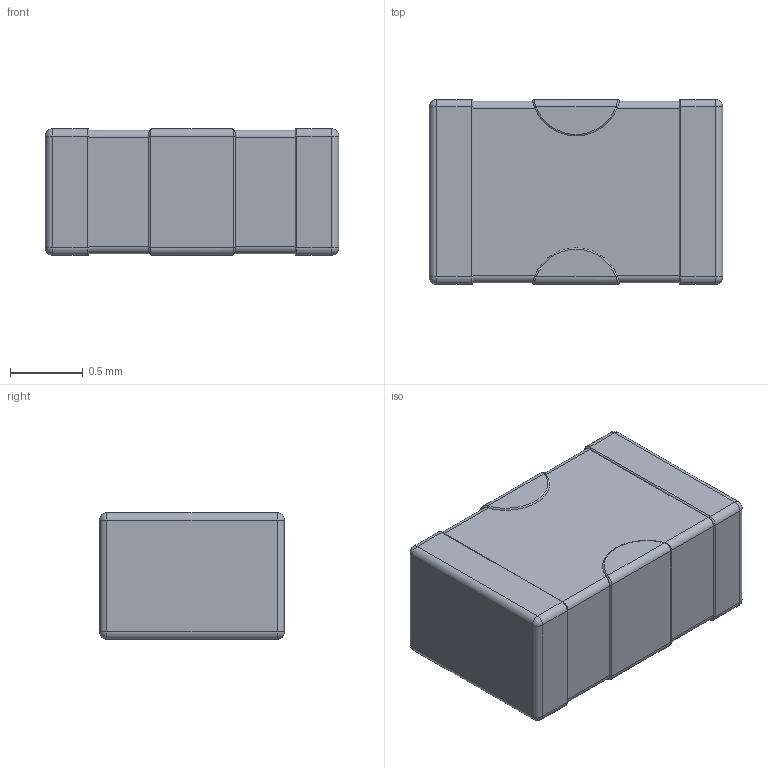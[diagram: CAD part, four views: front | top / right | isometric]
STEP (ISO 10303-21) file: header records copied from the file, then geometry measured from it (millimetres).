
FILE_DESCRIPTION (( 'STEP AP214' ), '1' );
FILE_NAME ('User Library-NFM21PC.STEP', '2018-10-30T12:17:38', ( '' ), ( '' ), 'SwSTEP 2.0', 'SolidWorks 2018', '' );
FILE_SCHEMA (( 'AUTOMOTIVE_DESIGN' ));
Length unit declared in the file: millimetre
Products named in the file (1): User Library-NFM21PC
Bounding box: 2.02 x 1.27 x 0.87 mm (x, y, z)
Surface area: 19.8 mm2
Topology: 5 solids, 5 shells, 113 faces, 242 edges, 124 vertices
Faces by surface type: cylinder 48, plane 29, sphere 16, torus 12, bspline 8
Entity records: 4247 total; most frequent: CARTESIAN_POINT 792, DIRECTION 530, ORIENTED_EDGE 452, EDGE_CURVE 226, AXIS2_PLACEMENT_3D 214, VERTEX_POINT 124, EDGE_LOOP 114, ADVANCED_FACE 113
